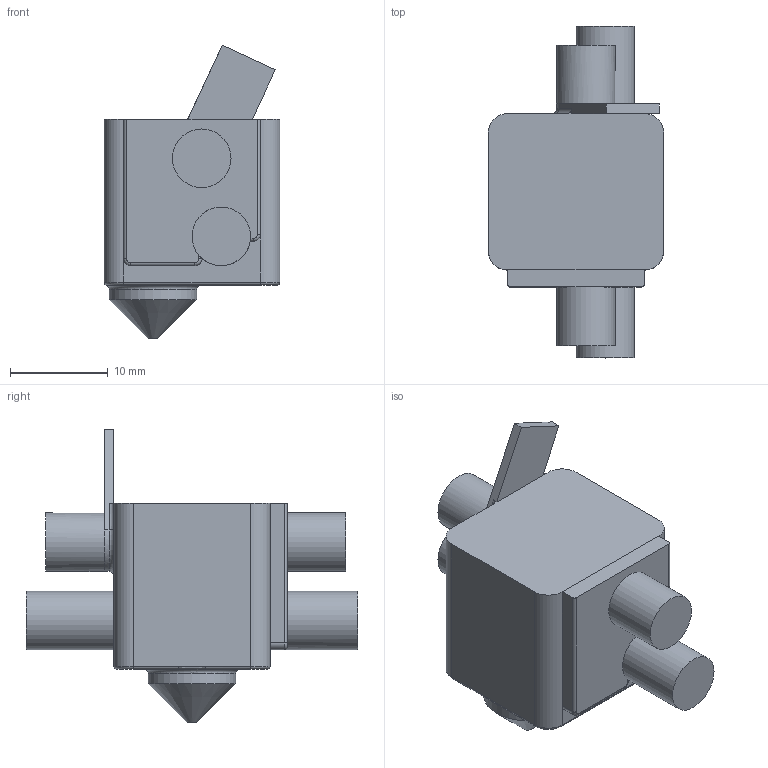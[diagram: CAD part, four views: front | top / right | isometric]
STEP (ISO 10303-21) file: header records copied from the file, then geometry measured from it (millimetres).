
FILE_DESCRIPTION(('FreeCAD Model'),'2;1');
FILE_NAME('Core_v2.step', '2016-12-29T15:32:42',('Author'),(''), 'Open CASCADE STEP processor 6.9','FreeCAD','Unknown');
FILE_SCHEMA(('AUTOMOTIVE_DESIGN_CC2 { 1 2 10303 214 -1 1 5 4 }'));
Length unit declared in the file: millimetre
Products named in the file (2): ASSEMBLY; Fillet005
Assembly tree (1 placements, depth 2):
  ASSEMBLY
    Fillet005
Bounding box: 18 x 34 x 30.09 mm (x, y, z)
Volume: 6268 mm3; surface area: 2467.5 mm2
Topology: 1 solids, 1 shells, 60 faces, 143 edges, 87 vertices
Faces by surface type: cylinder 25, plane 24, torus 9, bspline 1, cone 1
Full cylindrical faces by diameter (mm): 6 x4, 9 x1
Entity records: 3940 total; most frequent: CARTESIAN_POINT 1043, DIRECTION 545, ORIENTED_EDGE 286, PCURVE 286, DEFINITIONAL_REPRESENTATION 286, LINE 272, VECTOR 272, EDGE_CURVE 143
